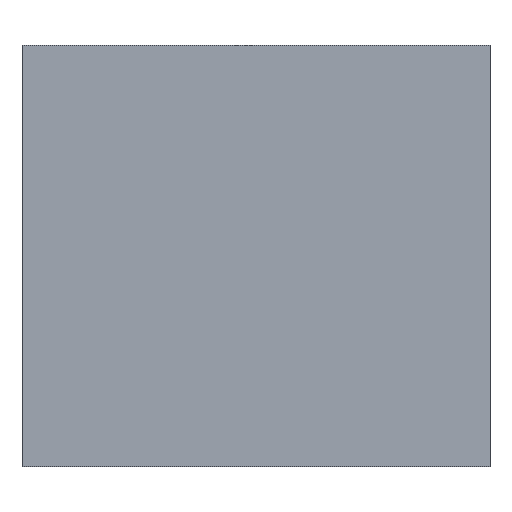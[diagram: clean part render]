
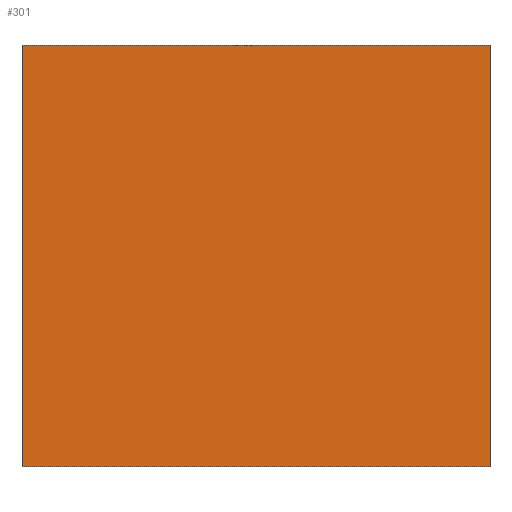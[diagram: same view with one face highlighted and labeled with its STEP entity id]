
A CAD part, top view. The second image highlights one B-rep face of the part: STEP entity #301.
In plain terms, the highlighted planar face has unit normal (0, 0, 1).
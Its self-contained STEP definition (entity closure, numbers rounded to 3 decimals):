
#24 = AXIS2_PLACEMENT_3D ( 'NONE', #1098, #522, #1179 ) ;
#42 = DIRECTION ( 'NONE',  ( 0., -1., 0. ) ) ;
#49 = VECTOR ( 'NONE', #996, 1000. ) ;
#66 = CARTESIAN_POINT ( 'NONE',  ( 0.5, -0.9, 0.6 ) ) ;
#73 = CARTESIAN_POINT ( 'NONE',  ( 0.5, 0.9, 0.6 ) ) ;
#87 = VECTOR ( 'NONE', #791, 1000. ) ;
#92 = EDGE_CURVE ( 'NONE', #373, #1073, #320, .T. ) ;
#105 = FACE_OUTER_BOUND ( 'NONE', #245, .T. ) ;
#109 = LINE ( 'NONE', #309, #819 ) ;
#176 = ORIENTED_EDGE ( 'NONE', *, *, #980, .T. ) ;
#188 = VECTOR ( 'NONE', #483, 1000. ) ;
#245 = EDGE_LOOP ( 'NONE', ( #176, #1022, #303, #270 ) ) ;
#270 = ORIENTED_EDGE ( 'NONE', *, *, #399, .T. ) ;
#297 = VERTEX_POINT ( 'NONE', #906 ) ;
#301 = ADVANCED_FACE ( 'NONE', ( #105 ), #353, .T. ) ;
#303 = ORIENTED_EDGE ( 'NONE', *, *, #1117, .T. ) ;
#309 = CARTESIAN_POINT ( 'NONE',  ( -1., -0.45, 0.6 ) ) ;
#320 = LINE ( 'NONE', #66, #87 ) ;
#353 = PLANE ( 'NONE',  #24 ) ;
#373 = VERTEX_POINT ( 'NONE', #419 ) ;
#381 = CARTESIAN_POINT ( 'NONE',  ( 1., 0.9, 0.6 ) ) ;
#391 = CARTESIAN_POINT ( 'NONE',  ( 1., -0.45, 0.6 ) ) ;
#399 = EDGE_CURVE ( 'NONE', #825, #297, #912, .T. ) ;
#419 = CARTESIAN_POINT ( 'NONE',  ( -1., -0.9, 0.6 ) ) ;
#483 = DIRECTION ( 'NONE',  ( 0., 1., 0. ) ) ;
#522 = DIRECTION ( 'NONE',  ( 0., 0., 1. ) ) ;
#791 = DIRECTION ( 'NONE',  ( 1., 0., 0. ) ) ;
#819 = VECTOR ( 'NONE', #42, 1000. ) ;
#825 = VERTEX_POINT ( 'NONE', #381 ) ;
#906 = CARTESIAN_POINT ( 'NONE',  ( -1., 0.9, 0.6 ) ) ;
#912 = LINE ( 'NONE', #73, #49 ) ;
#925 = LINE ( 'NONE', #391, #188 ) ;
#980 = EDGE_CURVE ( 'NONE', #297, #373, #109, .T. ) ;
#996 = DIRECTION ( 'NONE',  ( -1., 0., 0. ) ) ;
#1022 = ORIENTED_EDGE ( 'NONE', *, *, #92, .T. ) ;
#1073 = VERTEX_POINT ( 'NONE', #1129 ) ;
#1098 = CARTESIAN_POINT ( 'NONE',  ( 0., 0., 0.6 ) ) ;
#1117 = EDGE_CURVE ( 'NONE', #1073, #825, #925, .T. ) ;
#1129 = CARTESIAN_POINT ( 'NONE',  ( 1., -0.9, 0.6 ) ) ;
#1179 = DIRECTION ( 'NONE',  ( -1., 0., 0. ) ) ;
